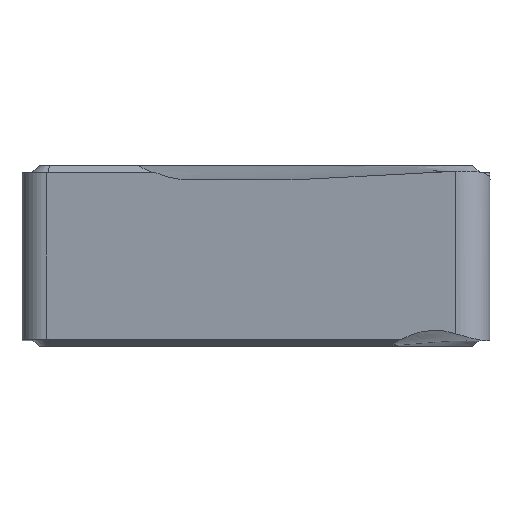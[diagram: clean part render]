
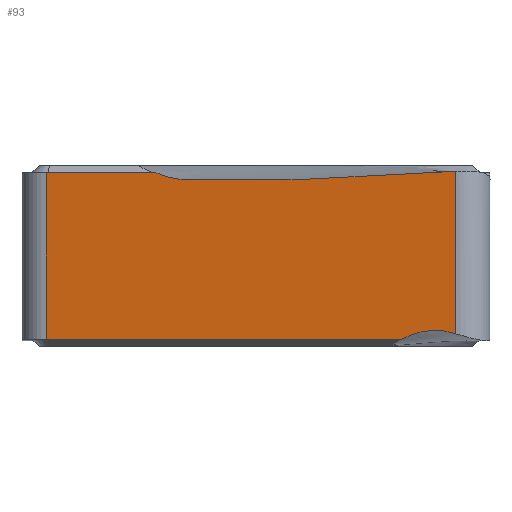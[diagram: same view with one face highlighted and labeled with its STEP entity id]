
A CAD part, left-side view. The second image highlights one B-rep face of the part: STEP entity #93.
In plain terms, the highlighted planar face has unit normal (-0.985, 0.174, 0).
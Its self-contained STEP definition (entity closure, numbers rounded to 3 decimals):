
#64=FACE_OUTER_BOUND('',#149,.T.);
#93=ADVANCED_FACE('',(#64),#120,.F.);
#120=PLANE('',#934);
#149=EDGE_LOOP('',(#348,#349,#350,#351,#352,#353,#354,#355,#356,#357,#358));
#217=B_SPLINE_CURVE_WITH_KNOTS('',3,(#1352,#1353,#1354,#1355,#1356,#1357,
#1358),.UNSPECIFIED.,.F.,.F.,(4,1,1,1,4),(0.,0.072,0.175,
0.588,1.),.UNSPECIFIED.);
#218=B_SPLINE_CURVE_WITH_KNOTS('',3,(#1361,#1362,#1363,#1364,#1365,#1366,
#1367,#1368),.UNSPECIFIED.,.F.,.F.,(4,1,1,1,1,4),(0.,0.114,
0.281,0.615,0.949,1.),.UNSPECIFIED.);
#219=B_SPLINE_CURVE_WITH_KNOTS('',3,(#1370,#1371,#1372,#1373,#1374,#1375),
 .UNSPECIFIED.,.F.,.F.,(4,1,1,4),(0.,0.238,0.817,
1.),.UNSPECIFIED.);
#220=B_SPLINE_CURVE_WITH_KNOTS('',3,(#1379,#1380,#1381,#1382,#1383,#1384,
#1385,#1386,#1387,#1388,#1389,#1390,#1391,#1392,#1393,#1394,#1395,#1396,
#1397,#1398),.UNSPECIFIED.,.F.,.F.,(4,1,1,1,1,1,1,1,1,1,1,1,1,1,1,1,1,4),
(0.,0.008,0.087,0.244,0.402,
0.559,0.598,0.618,0.628,
0.638,0.647,0.657,0.677,
0.716,0.874,0.952,0.992,
1.),.UNSPECIFIED.);
#221=B_SPLINE_CURVE_WITH_KNOTS('',3,(#1400,#1401,#1402,#1403,#1404),
 .UNSPECIFIED.,.F.,.F.,(4,1,4),(0.,0.347,1.),.UNSPECIFIED.);
#222=B_SPLINE_CURVE_WITH_KNOTS('',3,(#1406,#1407,#1408,#1409,#1410,#1411,
#1412,#1413,#1414,#1415,#1416,#1417,#1418,#1419,#1420,#1421,#1422,#1423),
 .UNSPECIFIED.,.F.,.F.,(4,1,1,1,1,1,1,1,1,1,1,1,1,1,1,4),(0.,0.025,
0.057,0.089,0.152,0.279,
0.406,0.533,0.597,0.66,
0.724,0.787,0.914,0.946,0.978,
1.),.UNSPECIFIED.);
#223=B_SPLINE_CURVE_WITH_KNOTS('',3,(#1425,#1426,#1427,#1428,#1429,#1430,
#1431,#1432,#1433),.UNSPECIFIED.,.F.,.F.,(4,1,1,1,1,1,4),(0.,0.357,
0.535,0.624,0.714,0.892,
1.),.UNSPECIFIED.);
#348=ORIENTED_EDGE('',*,*,#747,.F.);
#349=ORIENTED_EDGE('',*,*,#748,.F.);
#350=ORIENTED_EDGE('',*,*,#749,.F.);
#351=ORIENTED_EDGE('',*,*,#750,.F.);
#352=ORIENTED_EDGE('',*,*,#751,.F.);
#353=ORIENTED_EDGE('',*,*,#752,.F.);
#354=ORIENTED_EDGE('',*,*,#753,.F.);
#355=ORIENTED_EDGE('',*,*,#754,.F.);
#356=ORIENTED_EDGE('',*,*,#755,.F.);
#357=ORIENTED_EDGE('',*,*,#744,.T.);
#358=ORIENTED_EDGE('',*,*,#756,.T.);
#619=VERTEX_POINT('',#1345);
#620=VERTEX_POINT('',#1347);
#622=VERTEX_POINT('',#1359);
#623=VERTEX_POINT('',#1360);
#624=VERTEX_POINT('',#1369);
#625=VERTEX_POINT('',#1376);
#626=VERTEX_POINT('',#1378);
#627=VERTEX_POINT('',#1399);
#628=VERTEX_POINT('',#1405);
#629=VERTEX_POINT('',#1424);
#630=VERTEX_POINT('',#1434);
#744=EDGE_CURVE('',#620,#619,#851,.T.);
#747=EDGE_CURVE('',#622,#623,#217,.T.);
#748=EDGE_CURVE('',#624,#622,#218,.T.);
#749=EDGE_CURVE('',#625,#624,#219,.T.);
#750=EDGE_CURVE('',#626,#625,#853,.T.);
#751=EDGE_CURVE('',#627,#626,#220,.T.);
#752=EDGE_CURVE('',#628,#627,#221,.T.);
#753=EDGE_CURVE('',#629,#628,#222,.T.);
#754=EDGE_CURVE('',#630,#629,#223,.T.);
#755=EDGE_CURVE('',#620,#630,#854,.T.);
#756=EDGE_CURVE('',#619,#623,#855,.T.);
#851=LINE('',#1346,#891);
#853=LINE('',#1377,#893);
#854=LINE('',#1435,#894);
#855=LINE('',#1436,#895);
#891=VECTOR('',#1009,1.);
#893=VECTOR('',#1015,1.);
#894=VECTOR('',#1016,1.);
#895=VECTOR('',#1017,1.);
#934=AXIS2_PLACEMENT_3D('',#1437,#1018,#1019);
#1009=DIRECTION('',(0.,0.,-1.));
#1015=DIRECTION('',(0.,0.,-1.));
#1016=DIRECTION('',(-0.174,-0.985,0.));
#1017=DIRECTION('',(-0.174,-0.985,0.));
#1018=DIRECTION('',(0.985,-0.174,0.));
#1019=DIRECTION('',(0.174,0.985,0.));
#1345=CARTESIAN_POINT('',(-5.445,5.689,-4.81));
#1346=CARTESIAN_POINT('',(-5.445,5.689,-2.555));
#1347=CARTESIAN_POINT('',(-5.445,5.689,-0.3));
#1352=CARTESIAN_POINT('',(-7.286,-4.755,-4.576));
#1353=CARTESIAN_POINT('',(-7.283,-4.735,-4.577));
#1354=CARTESIAN_POINT('',(-7.274,-4.686,-4.582));
#1355=CARTESIAN_POINT('',(-7.246,-4.523,-4.603));
#1356=CARTESIAN_POINT('',(-7.201,-4.27,-4.663));
#1357=CARTESIAN_POINT('',(-7.163,-4.057,-4.755));
#1358=CARTESIAN_POINT('',(-7.145,-3.956,-4.81));
#1359=CARTESIAN_POINT('',(-7.286,-4.755,-4.576));
#1360=CARTESIAN_POINT('',(-7.145,-3.956,-4.81));
#1361=CARTESIAN_POINT('',(-7.377,-5.267,-4.627));
#1362=CARTESIAN_POINT('',(-7.373,-5.248,-4.622));
#1363=CARTESIAN_POINT('',(-7.365,-5.201,-4.609));
#1364=CARTESIAN_POINT('',(-7.347,-5.097,-4.588));
#1365=CARTESIAN_POINT('',(-7.321,-4.954,-4.571));
#1366=CARTESIAN_POINT('',(-7.3,-4.83,-4.571));
#1367=CARTESIAN_POINT('',(-7.288,-4.764,-4.575));
#1368=CARTESIAN_POINT('',(-7.286,-4.755,-4.576));
#1369=CARTESIAN_POINT('',(-7.377,-5.267,-4.627));
#1370=CARTESIAN_POINT('',(-7.402,-5.411,-4.667));
#1371=CARTESIAN_POINT('',(-7.4,-5.4,-4.663));
#1372=CARTESIAN_POINT('',(-7.393,-5.36,-4.652));
#1373=CARTESIAN_POINT('',(-7.385,-5.312,-4.639));
#1374=CARTESIAN_POINT('',(-7.378,-5.276,-4.629));
#1375=CARTESIAN_POINT('',(-7.377,-5.267,-4.627));
#1376=CARTESIAN_POINT('',(-7.402,-5.411,-4.667));
#1377=CARTESIAN_POINT('',(-7.402,-5.411,-2.555));
#1378=CARTESIAN_POINT('',(-7.402,-5.411,-0.256));
#1379=CARTESIAN_POINT('',(-6.629,-1.025,-0.489));
#1380=CARTESIAN_POINT('',(-6.631,-1.037,-0.489));
#1381=CARTESIAN_POINT('',(-6.653,-1.164,-0.482));
#1382=CARTESIAN_POINT('',(-6.716,-1.521,-0.463));
#1383=CARTESIAN_POINT('',(-6.818,-2.096,-0.433));
#1384=CARTESIAN_POINT('',(-6.939,-2.786,-0.396));
#1385=CARTESIAN_POINT('',(-7.031,-3.304,-0.368));
#1386=CARTESIAN_POINT('',(-7.086,-3.62,-0.351));
#1387=CARTESIAN_POINT('',(-7.104,-3.721,-0.346));
#1388=CARTESIAN_POINT('',(-7.114,-3.778,-0.343));
#1389=CARTESIAN_POINT('',(-7.122,-3.821,-0.341));
#1390=CARTESIAN_POINT('',(-7.129,-3.865,-0.338));
#1391=CARTESIAN_POINT('',(-7.14,-3.922,-0.335));
#1392=CARTESIAN_POINT('',(-7.157,-4.023,-0.33));
#1393=CARTESIAN_POINT('',(-7.213,-4.339,-0.313));
#1394=CARTESIAN_POINT('',(-7.284,-4.742,-0.292));
#1395=CARTESIAN_POINT('',(-7.355,-5.144,-0.27));
#1396=CARTESIAN_POINT('',(-7.387,-5.329,-0.26));
#1397=CARTESIAN_POINT('',(-7.4,-5.399,-0.257));
#1398=CARTESIAN_POINT('',(-7.402,-5.411,-0.256));
#1399=CARTESIAN_POINT('',(-6.629,-1.025,-0.49));
#1400=CARTESIAN_POINT('',(-6.615,-0.949,-0.492));
#1401=CARTESIAN_POINT('',(-6.617,-0.957,-0.492));
#1402=CARTESIAN_POINT('',(-6.621,-0.983,-0.491));
#1403=CARTESIAN_POINT('',(-6.626,-1.008,-0.49));
#1404=CARTESIAN_POINT('',(-6.629,-1.025,-0.489));
#1405=CARTESIAN_POINT('',(-6.615,-0.949,-0.492));
#1406=CARTESIAN_POINT('',(-6.136,1.771,-0.491));
#1407=CARTESIAN_POINT('',(-6.14,1.748,-0.492));
#1408=CARTESIAN_POINT('',(-6.149,1.697,-0.492));
#1409=CARTESIAN_POINT('',(-6.163,1.616,-0.492));
#1410=CARTESIAN_POINT('',(-6.183,1.501,-0.492));
#1411=CARTESIAN_POINT('',(-6.219,1.3,-0.492));
#1412=CARTESIAN_POINT('',(-6.27,1.012,-0.492));
#1413=CARTESIAN_POINT('',(-6.33,0.666,-0.492));
#1414=CARTESIAN_POINT('',(-6.381,0.378,-0.492));
#1415=CARTESIAN_POINT('',(-6.422,0.148,-0.492));
#1416=CARTESIAN_POINT('',(-6.452,-0.025,-0.492));
#1417=CARTESIAN_POINT('',(-6.483,-0.198,-0.492));
#1418=CARTESIAN_POINT('',(-6.523,-0.428,-0.492));
#1419=CARTESIAN_POINT('',(-6.559,-0.629,-0.492));
#1420=CARTESIAN_POINT('',(-6.589,-0.802,-0.491));
#1421=CARTESIAN_POINT('',(-6.603,-0.88,-0.491));
#1422=CARTESIAN_POINT('',(-6.612,-0.929,-0.492));
#1423=CARTESIAN_POINT('',(-6.615,-0.949,-0.492));
#1424=CARTESIAN_POINT('',(-6.136,1.771,-0.492));
#1425=CARTESIAN_POINT('',(-5.969,2.714,-0.3));
#1426=CARTESIAN_POINT('',(-5.988,2.608,-0.345));
#1427=CARTESIAN_POINT('',(-6.017,2.444,-0.401));
#1428=CARTESIAN_POINT('',(-6.052,2.247,-0.445));
#1429=CARTESIAN_POINT('',(-6.072,2.133,-0.465));
#1430=CARTESIAN_POINT('',(-6.092,2.019,-0.48));
#1431=CARTESIAN_POINT('',(-6.113,1.898,-0.49));
#1432=CARTESIAN_POINT('',(-6.13,1.806,-0.491));
#1433=CARTESIAN_POINT('',(-6.136,1.771,-0.491));
#1434=CARTESIAN_POINT('',(-5.969,2.714,-0.3));
#1435=CARTESIAN_POINT('',(-3.649,15.875,-0.3));
#1436=CARTESIAN_POINT('',(-4.797,9.361,-4.81));
#1437=CARTESIAN_POINT('',(-7.402,-5.411,-2.555));
